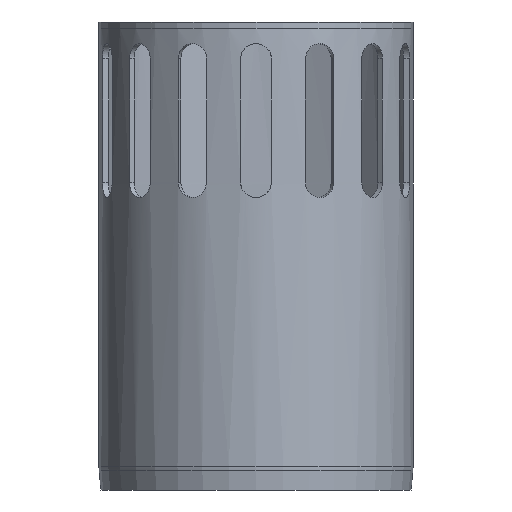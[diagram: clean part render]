
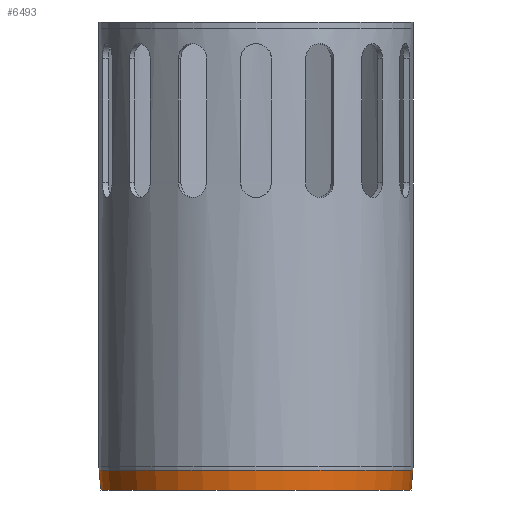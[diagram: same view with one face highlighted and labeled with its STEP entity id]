
A CAD part, front view. The second image highlights one B-rep face of the part: STEP entity #6493.
In plain terms, the highlighted conical face has half-angle 5 degrees and reference radius 506.938 mm.
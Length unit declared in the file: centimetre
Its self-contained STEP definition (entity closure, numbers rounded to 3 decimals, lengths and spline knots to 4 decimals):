
#78=CONICAL_SURFACE('',#6848,50.6938,0.087);
#276=CIRCLE('',#6847,50.9543);
#277=CIRCLE('',#6849,50.3876);
#577=FACE_OUTER_BOUND('',#998,.T.);
#998=EDGE_LOOP('',(#5618,#5619,#5620,#5621));
#1765=LINE('',#9875,#2559);
#2559=VECTOR('',#8167,50.6938);
#3159=VERTEX_POINT('',#9870);
#3160=VERTEX_POINT('',#9874);
#3999=EDGE_CURVE('',#3159,#3159,#276,.T.);
#4000=EDGE_CURVE('',#3159,#3160,#1765,.T.);
#4001=EDGE_CURVE('',#3160,#3160,#277,.T.);
#5618=ORIENTED_EDGE('',*,*,#3999,.F.);
#5619=ORIENTED_EDGE('',*,*,#4000,.T.);
#5620=ORIENTED_EDGE('',*,*,#4001,.T.);
#5621=ORIENTED_EDGE('',*,*,#4000,.F.);
#6493=ADVANCED_FACE('',(#577),#78,.T.);
#6847=AXIS2_PLACEMENT_3D('',#9872,#8163,#8164);
#6848=AXIS2_PLACEMENT_3D('',#9873,#8165,#8166);
#6849=AXIS2_PLACEMENT_3D('',#9876,#8168,#8169);
#8163=DIRECTION('center_axis',(0.,0.,
1.));
#8164=DIRECTION('ref_axis',(-1.,0.,0.));
#8165=DIRECTION('center_axis',(0.,0.,1.));
#8166=DIRECTION('ref_axis',(1.,0.,0.));
#8167=DIRECTION('',(0.087,0.,-0.996));
#8168=DIRECTION('center_axis',(0.,0.,1.));
#8169=DIRECTION('ref_axis',(1.,0.,0.));
#9870=CARTESIAN_POINT('',(469.0457,0.,6.4781));
#9872=CARTESIAN_POINT('Origin',(520.,0.,6.4781));
#9873=CARTESIAN_POINT('Origin',(520.,0.,3.5));
#9874=CARTESIAN_POINT('',(469.6124,0.,0.));
#9875=CARTESIAN_POINT('',(469.3062,0.,3.5));
#9876=CARTESIAN_POINT('Origin',(520.,0.,0.));
